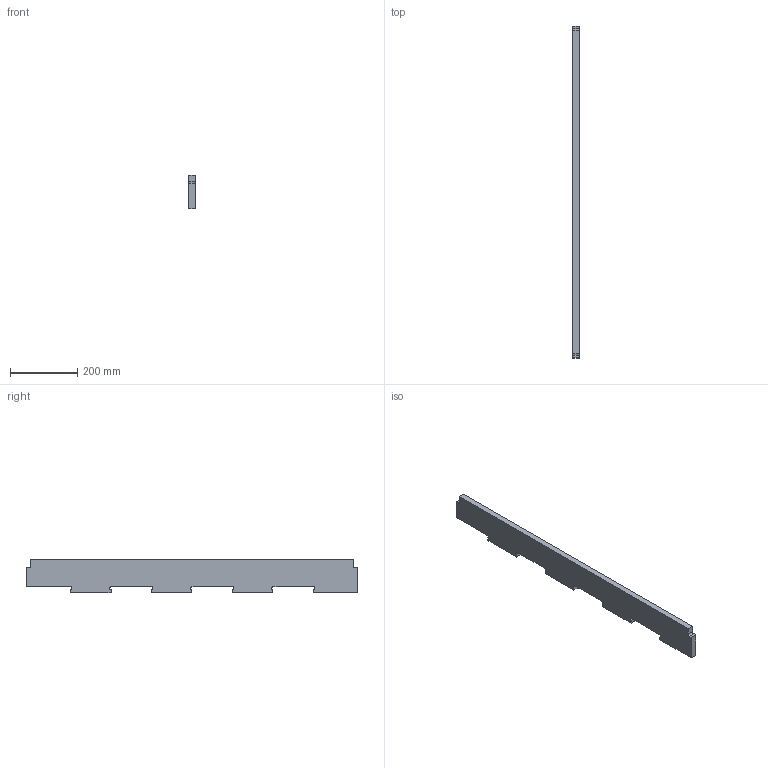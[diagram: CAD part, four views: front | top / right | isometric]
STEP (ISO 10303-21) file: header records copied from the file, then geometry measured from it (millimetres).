
FILE_DESCRIPTION(('CATIA V5 STEP Exchange'),'2;1');
FILE_NAME('DemiV.stp','2018-11-01T13:29:31+00:00',('none'),('none'),'CATIA Version 5 Release 20 GA (IN-10)','CATIA V5 STEP AP203','none');
FILE_SCHEMA(('CONFIG_CONTROL_DESIGN'));
Length unit declared in the file: millimetre
Products named in the file (1): DemiV
Bounding box: 18 x 988 x 100 mm (x, y, z)
Volume: 1603871.5 mm3; surface area: 219955.9 mm2
Topology: 1 solids, 1 shells, 33 faces, 95 edges, 64 vertices
Faces by surface type: plane 24, cylinder 9
Entity records: 1072 total; most frequent: ORIENTED_EDGE 190, CARTESIAN_POINT 186, DIRECTION 147, EDGE_CURVE 95, VECTOR 77, LINE 77, VERTEX_POINT 64, AXIS2_PLACEMENT_3D 45
